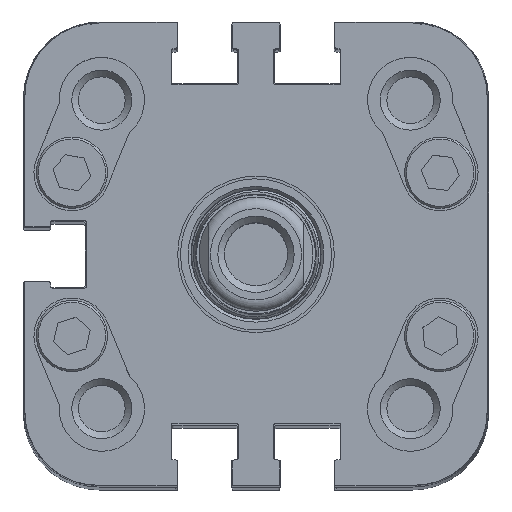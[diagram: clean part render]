
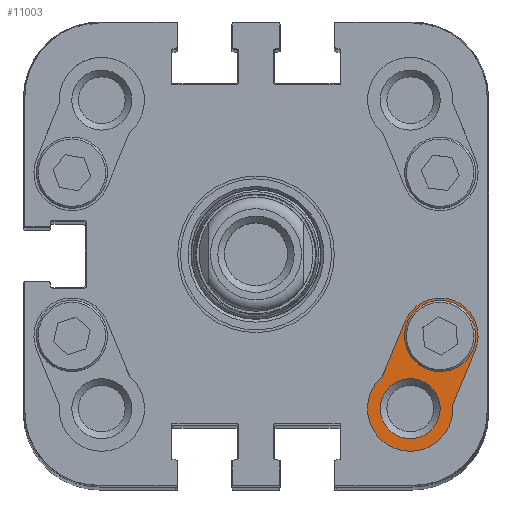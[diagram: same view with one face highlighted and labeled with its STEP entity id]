
A CAD part, top view. The second image highlights one B-rep face of the part: STEP entity #11003.
In plain terms, the highlighted planar face has unit normal (0, 0, 1).
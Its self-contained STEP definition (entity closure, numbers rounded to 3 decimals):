
#10940=CARTESIAN_POINT('',(17.725,-12.667,89.2));
#10941=DIRECTION('',(0.0,0.0,1.0));
#10942=DIRECTION('',(1.0,0.0,0.0));
#10943=AXIS2_PLACEMENT_3D('',#10940,#10941,#10942);
#10944=PLANE('',#10943);
#10945=CARTESIAN_POINT('',(13.336,-12.821,89.2));
#10946=VERTEX_POINT('',#10945);
#10947=CARTESIAN_POINT('',(20.734,-15.867,89.2));
#10948=VERTEX_POINT('',#10947);
#10949=CARTESIAN_POINT('',(16.25,-16.25,89.2));
#10950=DIRECTION('',(0.0,0.0,1.0));
#10951=DIRECTION('',(0.648,-0.762,0.0));
#10952=AXIS2_PLACEMENT_3D('',#10949,#10950,#10951);
#10953=CIRCLE('',#10952,4.5);
#10954=EDGE_CURVE('',#10946,#10948,#10953,.T.);
#10955=ORIENTED_EDGE('',*,*,#10954,.T.);
#10956=CARTESIAN_POINT('',(23.099,-10.123,89.2));
#10957=VERTEX_POINT('',#10956);
#10958=CARTESIAN_POINT('',(20.734,-15.867,89.2));
#10959=DIRECTION('',(0.381,0.925,0.0));
#10960=VECTOR('',#10959,6.212);
#10961=LINE('',#10958,#10960);
#10962=EDGE_CURVE('',#10948,#10957,#10961,.T.);
#10963=ORIENTED_EDGE('',*,*,#10962,.T.);
#10964=CARTESIAN_POINT('',(15.701,-7.077,89.2));
#10965=VERTEX_POINT('',#10964);
#10966=CARTESIAN_POINT('',(19.4,-8.6,89.2));
#10967=DIRECTION('',(0.0,0.0,1.0));
#10968=DIRECTION('',(-0.925,0.381,0.0));
#10969=AXIS2_PLACEMENT_3D('',#10966,#10967,#10968);
#10970=CIRCLE('',#10969,4.0);
#10971=EDGE_CURVE('',#10957,#10965,#10970,.T.);
#10972=ORIENTED_EDGE('',*,*,#10971,.T.);
#10973=CARTESIAN_POINT('',(15.701,-7.077,89.2));
#10974=DIRECTION('',(-0.381,-0.925,0.0));
#10975=VECTOR('',#10974,6.212);
#10976=LINE('',#10973,#10975);
#10977=EDGE_CURVE('',#10965,#10946,#10976,.T.);
#10978=ORIENTED_EDGE('',*,*,#10977,.T.);
#10979=EDGE_LOOP('',(#10955,#10963,#10972,#10978));
#10980=FACE_OUTER_BOUND('',#10979,.T.);
#10981=CARTESIAN_POINT('',(17.386,-5.677,89.2));
#10982=VERTEX_POINT('',#10981);
#10983=CARTESIAN_POINT('',(19.4,-8.6,89.2));
#10984=DIRECTION('',(0.0,0.0,1.0));
#10985=DIRECTION('',(0.567,-0.824,0.0));
#10986=AXIS2_PLACEMENT_3D('',#10983,#10984,#10985);
#10987=CIRCLE('',#10986,3.55);
#10988=EDGE_CURVE('',#10982,#10982,#10987,.T.);
#10989=ORIENTED_EDGE('',*,*,#10988,.F.);
#10990=EDGE_LOOP('',(#10989));
#10991=FACE_BOUND('',#10990,.T.);
#10992=CARTESIAN_POINT('',(13.092,-16.25,89.2));
#10993=VERTEX_POINT('',#10992);
#10994=CARTESIAN_POINT('',(16.25,-16.25,89.2));
#10995=DIRECTION('',(0.0,0.0,1.0));
#10996=DIRECTION('',(1.0,0.0,0.0));
#10997=AXIS2_PLACEMENT_3D('',#10994,#10995,#10996);
#10998=CIRCLE('',#10997,3.159);
#10999=EDGE_CURVE('',#10993,#10993,#10998,.T.);
#11000=ORIENTED_EDGE('',*,*,#10999,.F.);
#11001=EDGE_LOOP('',(#11000));
#11002=FACE_BOUND('',#11001,.T.);
#11003=ADVANCED_FACE('',(#10980,#10991,#11002),#10944,.T.);
